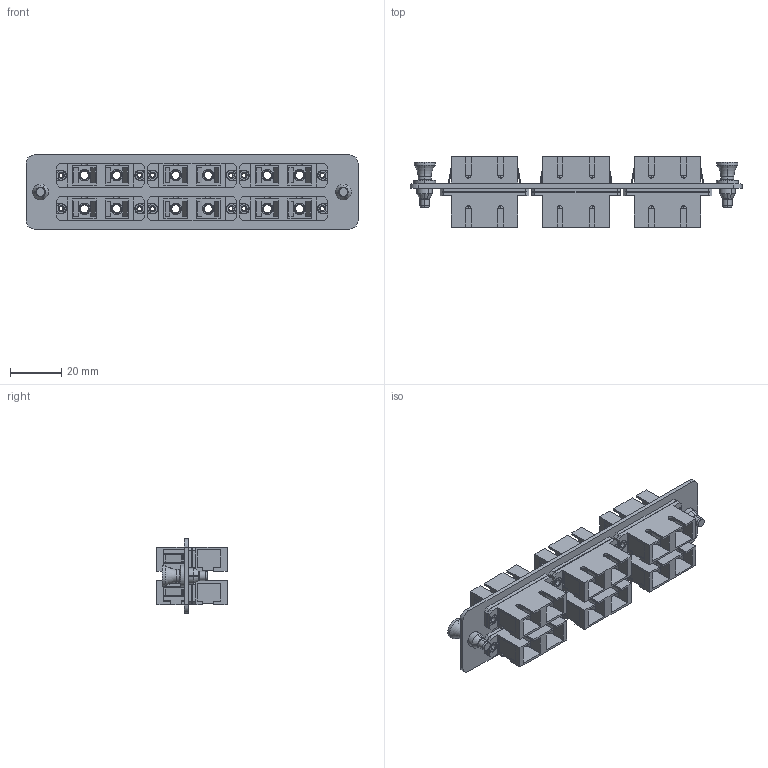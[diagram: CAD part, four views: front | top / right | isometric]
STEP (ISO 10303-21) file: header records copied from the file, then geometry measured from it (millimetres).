
FILE_DESCRIPTION (( 'STEP AP203' ), '1' );
FILE_NAME ('FSP-SCD6-BR.STEP', '2011-08-26T12:14:32', ( 'x' ), ( 'Microsoft' ), 'SwSTEP 2.0', 'SolidWorks 2010', '' );
FILE_SCHEMA (( 'CONFIG_CONTROL_DESIGN' ));
Length unit declared in the file: inch
Products named in the file (7): HDWR-HN4P-42-4-1; FSP-SCD6-BR; 1AR17-013; HDWR-HN4G-42-1; FOA-005M_WITHOUT DUST CAPS; FOA-005M
Assembly tree (13 placements, depth 3):
  FSP-SCD6-BR
    FOA-005M_WITHOUT DUST CAPS  x6
      FOA-005M
    1AR17-013
      1AR17-013
      HDWR-HN4G-42-1  x2
      HDWR-HN4P-42-4-1  x2
Bounding box: 129.54 x 27.43 x 28.96 mm (x, y, z)
Volume: 25081.8 mm3; surface area: 42592.1 mm2
Topology: 11 solids, 11 shells, 1686 faces, 4510 edges, 2970 vertices
Faces by surface type: plane 1326, cylinder 288, cone 68, torus 4
Entity records: 12415 total; most frequent: CARTESIAN_POINT 2026, ORIENTED_EDGE 1954, DIRECTION 1942, EDGE_CURVE 977, VECTOR 768, LINE 768, VERTEX_POINT 641, AXIS2_PLACEMENT_3D 587
